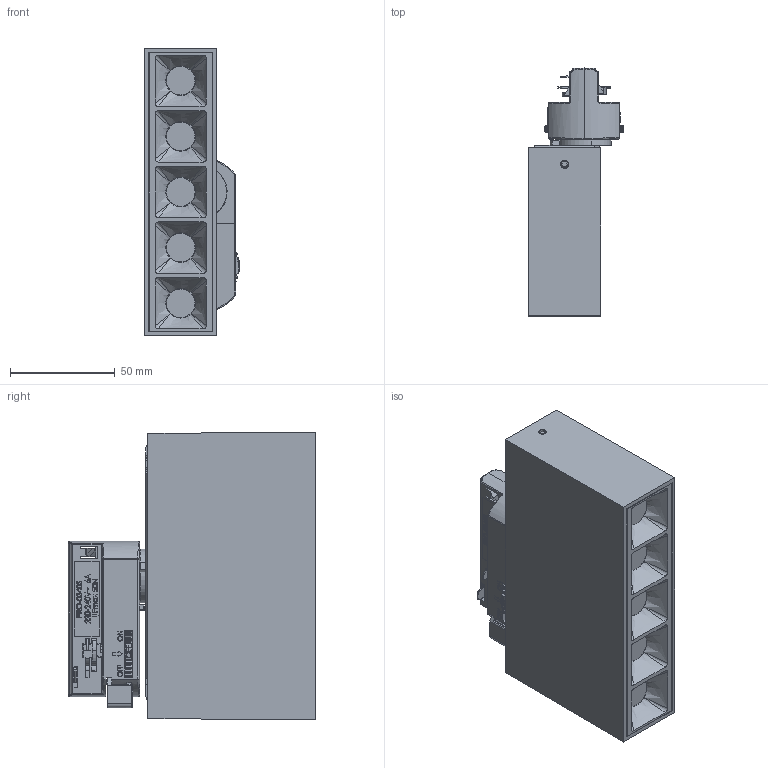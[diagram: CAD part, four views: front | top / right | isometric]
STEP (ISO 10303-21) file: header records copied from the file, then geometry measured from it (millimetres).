
FILE_DESCRIPTION((''),'2;1');
FILE_NAME('010180D05_ASM','2020-04-01T16:20:18',('Administrator'),(''),'CREO PARAMETRIC BY PTC INC, 2019010','CREO PARAMETRIC BY PTC INC, 2019010','');
FILE_SCHEMA(('CONFIG_CONTROL_DESIGN','SHAPE_APPEARANCE_LAYERS_GROUPS'));
Products named in the file (33): 010180D05_1_1; 010180D05_2; 010180D05_3; 010180D05_1233; 010180D05_1236; 010180D05_1_ASM; 812796_DEFAULT; __DEFAULT0001; 812793_Q_0; 812795; _7_1_0001; _7_2_0001; _7_3_0001; 2000; 812803_ASM; _X_DEFAULT0001_ASM; 812794; 802409; _350001; _32_2_0001; U__DEFAULT0001_ASM; 812802; 812801_Q_0; 812800_Q_0; 812791_Q_0; 812792_Q_0; 812805_ASM; 200286; K___DEFAULT0001; 0340S_1_ASM; 0340S_ASM; 05; 010180D05_ASM
Assembly tree (32 placements, depth 6):
  010180D05_ASM
    010180D05_1_ASM
      010180D05_1_1
      010180D05_2
      010180D05_3
      010180D05_1233
      010180D05_1236
    0340S_ASM
      0340S_1_ASM
        812796_DEFAULT
        __DEFAULT0001
        812793_Q_0
        _X_DEFAULT0001_ASM
          812795
          812803_ASM
            _7_1_0001
            _7_2_0001
            _7_3_0001
            2000
        812794
        802409
        U__DEFAULT0001_ASM
          _350001
          _32_2_0001
        812805_ASM
          812802
          812801_Q_0
          812800_Q_0
          812791_Q_0
          812792_Q_0
        200286
        K___DEFAULT0001
    05
Bounding box: 45.25 x 117.99 x 137 mm (x, y, z)
Volume: 317200.6 mm3; surface area: 124469.3 mm2
Topology: 23 solids, 27 shells, 3102 faces, 8220 edges, 5219 vertices
Faces by surface type: plane 1484, cylinder 824, bspline 290, torus 201, extrusion 201, cone 80, sphere 22
Entity records: 134200 total; most frequent: CARTESIAN_POINT 58043, ORIENTED_EDGE 16369, DIRECTION 14330, EDGE_CURVE 8197, VERTEX_POINT 5219, VECTOR 4986, LINE 4785, AXIS2_PLACEMENT_3D 4672
